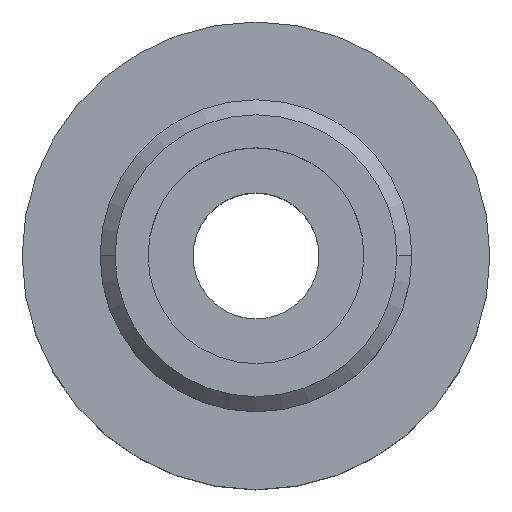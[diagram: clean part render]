
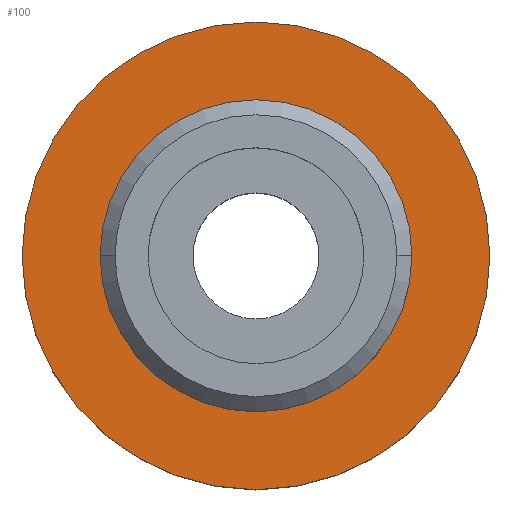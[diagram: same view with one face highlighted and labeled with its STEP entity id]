
A CAD part, top view. The second image highlights one B-rep face of the part: STEP entity #100.
In plain terms, the highlighted planar face has unit normal (0, 0, 1).
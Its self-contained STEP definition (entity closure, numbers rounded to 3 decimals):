
#98=EDGE_CURVE('',#166,#194,#262,.T.);
#100=ADVANCED_FACE('',(#264,#265),#266,.T.);
#110=VERTEX_POINT('',#279);
#120=EDGE_CURVE('',#238,#110,#289,.T.);
#152=EDGE_CURVE('',#110,#238,#328,.T.);
#166=VERTEX_POINT('',#342);
#194=VERTEX_POINT('',#373);
#204=EDGE_CURVE('',#194,#166,#385,.T.);
#238=VERTEX_POINT('',#423);
#262=CIRCLE('',#439,19.5);
#264=FACE_BOUND('',#441,.T.);
#265=FACE_OUTER_BOUND('',#442,.T.);
#266=PLANE('',#443);
#279=CARTESIAN_POINT('',(13.0,0.,12.0));
#289=CIRCLE('',#472,13.0);
#328=CIRCLE('',#520,13.0);
#342=CARTESIAN_POINT('',(19.5,0.,12.0));
#373=CARTESIAN_POINT('',(-19.5,0.,12.0));
#385=CIRCLE('',#596,19.5);
#423=CARTESIAN_POINT('',(-13.0,0.,12.0));
#439=AXIS2_PLACEMENT_3D('',#653,#654,#655);
#441=EDGE_LOOP('',(#657,#658));
#442=EDGE_LOOP('',(#659,#660));
#443=AXIS2_PLACEMENT_3D('',#661,#662,#663);
#472=AXIS2_PLACEMENT_3D('',#703,#704,#705);
#520=AXIS2_PLACEMENT_3D('',#760,#761,#762);
#596=AXIS2_PLACEMENT_3D('',#819,#820,#821);
#653=CARTESIAN_POINT('',(0.0,0.,12.0));
#654=DIRECTION('',(0.0,0.0,1.0));
#655=DIRECTION('',(-1.0,0.,0.0));
#657=ORIENTED_EDGE('',*,*,#120,.F.);
#658=ORIENTED_EDGE('',*,*,#152,.F.);
#659=ORIENTED_EDGE('',*,*,#204,.T.);
#660=ORIENTED_EDGE('',*,*,#98,.T.);
#661=CARTESIAN_POINT('',(-16.25,0.,12.0));
#662=DIRECTION('',(0.0,0.0,1.0));
#663=DIRECTION('',(-1.0,0.,0.0));
#703=CARTESIAN_POINT('',(0.0,0.,12.0));
#704=DIRECTION('',(0.0,0.0,1.0));
#705=DIRECTION('',(-1.0,0.,0.0));
#760=CARTESIAN_POINT('',(0.0,0.,12.0));
#761=DIRECTION('',(0.0,0.0,1.0));
#762=DIRECTION('',(-1.0,0.,0.0));
#819=CARTESIAN_POINT('',(0.0,0.,12.0));
#820=DIRECTION('',(0.0,0.0,1.0));
#821=DIRECTION('',(-1.0,0.,0.0));
